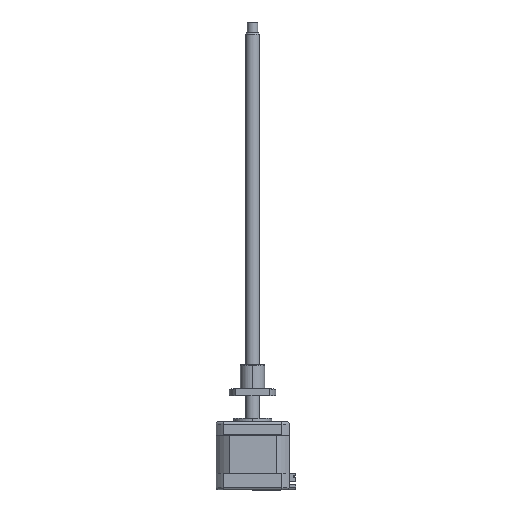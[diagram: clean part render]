
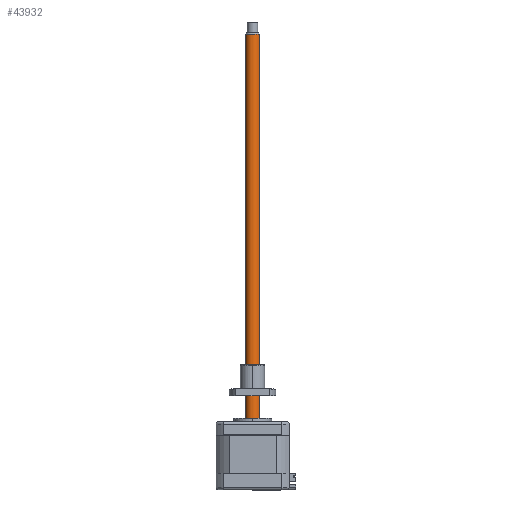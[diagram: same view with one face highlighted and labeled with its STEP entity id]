
A CAD part, top view. The second image highlights one B-rep face of the part: STEP entity #43932.
In plain terms, the highlighted cylindrical face has radius 4 mm (diameter 8 mm), a partial arc.
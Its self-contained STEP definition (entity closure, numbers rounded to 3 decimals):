
#290 = AXIS2_PLACEMENT_3D ( 'NONE', #10987, #39073, #562 ) ;
#562 = DIRECTION ( 'NONE',  ( 1., 0., 0. ) ) ;
#1316 = DIRECTION ( 'NONE',  ( 0., 0., -1. ) ) ;
#2892 = VERTEX_POINT ( 'NONE', #37593 ) ;
#3340 = EDGE_CURVE ( 'NONE', #42013, #31538, #26387, .T. ) ;
#3673 = DIRECTION ( 'NONE',  ( 0., 0., -1. ) ) ;
#4274 = CARTESIAN_POINT ( 'NONE',  ( 4., 0., 262.2 ) ) ;
#4416 = DIRECTION ( 'NONE',  ( 0., 0., -1. ) ) ;
#4662 = ORIENTED_EDGE ( 'NONE', *, *, #3340, .F. ) ;
#4871 = CARTESIAN_POINT ( 'NONE',  ( 0., 0., 37.2 ) ) ;
#6214 = ORIENTED_EDGE ( 'NONE', *, *, #18963, .T. ) ;
#6977 = EDGE_CURVE ( 'NONE', #29836, #42013, #15705, .T. ) ;
#8322 = CIRCLE ( 'NONE', #290, 4. ) ;
#8943 = EDGE_CURVE ( 'NONE', #2892, #31538, #45009, .T. ) ;
#9364 = CARTESIAN_POINT ( 'NONE',  ( 0., 0., 262.2 ) ) ;
#10987 = CARTESIAN_POINT ( 'NONE',  ( 0., 0., 261.2 ) ) ;
#11294 = FACE_OUTER_BOUND ( 'NONE', #28776, .T. ) ;
#11299 = DIRECTION ( 'NONE',  ( -1., 0., 0. ) ) ;
#14366 = CARTESIAN_POINT ( 'NONE',  ( -4., 0., 262.2 ) ) ;
#14609 = VECTOR ( 'NONE', #4416, 1000. ) ;
#15200 = ORIENTED_EDGE ( 'NONE', *, *, #8943, .T. ) ;
#15705 = LINE ( 'NONE', #4274, #14609 ) ;
#16220 = CYLINDRICAL_SURFACE ( 'NONE', #39971, 4. ) ;
#18963 = EDGE_CURVE ( 'NONE', #29836, #2892, #8322, .T. ) ;
#24151 = VECTOR ( 'NONE', #3673, 1000. ) ;
#26387 = CIRCLE ( 'NONE', #42862, 4. ) ;
#26587 = ORIENTED_EDGE ( 'NONE', *, *, #6977, .F. ) ;
#28776 = EDGE_LOOP ( 'NONE', ( #26587, #6214, #15200, #4662 ) ) ;
#29836 = VERTEX_POINT ( 'NONE', #42116 ) ;
#31538 = VERTEX_POINT ( 'NONE', #33113 ) ;
#33113 = CARTESIAN_POINT ( 'NONE',  ( -4., 0., 37.2 ) ) ;
#33614 = DIRECTION ( 'NONE',  ( 0., 0., -1. ) ) ;
#34076 = DIRECTION ( 'NONE',  ( -1., 0., 0. ) ) ;
#37593 = CARTESIAN_POINT ( 'NONE',  ( -4., 0., 261.2 ) ) ;
#39073 = DIRECTION ( 'NONE',  ( 0., 0., -1. ) ) ;
#39971 = AXIS2_PLACEMENT_3D ( 'NONE', #9364, #33614, #34076 ) ;
#42013 = VERTEX_POINT ( 'NONE', #42034 ) ;
#42034 = CARTESIAN_POINT ( 'NONE',  ( 4., 0., 37.2 ) ) ;
#42116 = CARTESIAN_POINT ( 'NONE',  ( 4., 0., 261.2 ) ) ;
#42862 = AXIS2_PLACEMENT_3D ( 'NONE', #4871, #1316, #11299 ) ;
#43932 = ADVANCED_FACE ( 'NONE', ( #11294 ), #16220, .T. ) ;
#45009 = LINE ( 'NONE', #14366, #24151 ) ;
